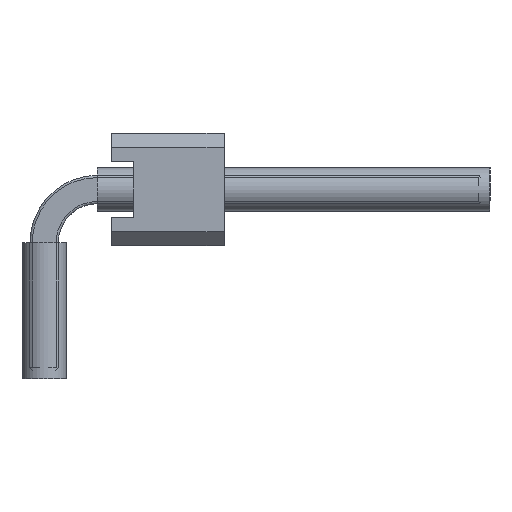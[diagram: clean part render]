
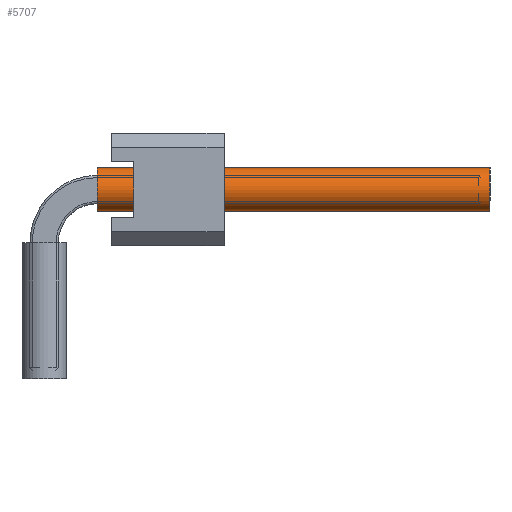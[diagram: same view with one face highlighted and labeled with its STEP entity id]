
A CAD part, left-side view. The second image highlights one B-rep face of the part: STEP entity #5707.
In plain terms, the highlighted cylindrical face has radius 0.5 mm (diameter 1 mm), a full revolution.
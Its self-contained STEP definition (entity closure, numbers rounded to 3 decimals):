
#3212=ORIENTED_EDGE('',*,*,#4024,.F.);
#3213=ORIENTED_EDGE('',*,*,#4025,.T.);
#4024=EDGE_CURVE('',#4564,#4564,#4720,.T.);
#4025=EDGE_CURVE('',#4565,#4565,#4721,.T.);
#4564=VERTEX_POINT('',#9425);
#4565=VERTEX_POINT('',#9427);
#4720=CIRCLE('',#6199,0.5);
#4721=CIRCLE('',#6200,0.5);
#5034=EDGE_LOOP('',(#3212));
#5035=EDGE_LOOP('',(#3213));
#5348=FACE_BOUND('',#5034,.T.);
#5349=FACE_BOUND('',#5035,.T.);
#5429=CYLINDRICAL_SURFACE('',#6198,0.5);
#5707=ADVANCED_FACE('',(#5348,#5349),#5429,.F.);
#6198=AXIS2_PLACEMENT_3D('',#9423,#7756,#7757);
#6199=AXIS2_PLACEMENT_3D('',#9424,#7758,#7759);
#6200=AXIS2_PLACEMENT_3D('',#9426,#7760,#7761);
#7756=DIRECTION('',(1.,0.,0.));
#7757=DIRECTION('',(0.,0.,-1.));
#7758=DIRECTION('',(-1.,0.,0.));
#7759=DIRECTION('',(0.,0.,1.));
#7760=DIRECTION('',(-1.,0.,0.));
#7761=DIRECTION('',(0.,0.,1.));
#9423=CARTESIAN_POINT('',(1.2,0.,4.27));
#9424=CARTESIAN_POINT('',(10.06,0.,4.27));
#9425=CARTESIAN_POINT('',(10.06,0.,4.77));
#9426=CARTESIAN_POINT('',(1.2,0.,4.27));
#9427=CARTESIAN_POINT('',(1.2,0.,4.77));
